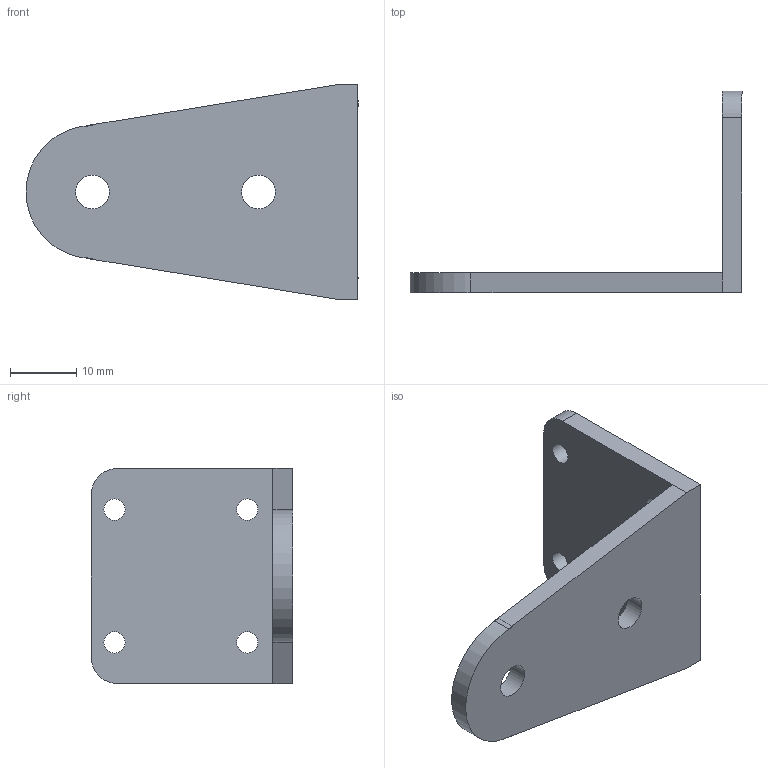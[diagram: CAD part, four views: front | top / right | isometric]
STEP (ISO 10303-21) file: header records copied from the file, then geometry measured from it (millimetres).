
FILE_DESCRIPTION(/* description */ (''),/* implementation_level */ '2;1');
FILE_NAME(/* name */ 'Right Z axis mount.step',/* time_stamp */ '2019-12-01T23:13:41+02:00',/* author */ (''),/* organization */ (''),/* preprocessor_version */ 'ST-DEVELOPER v18',/* originating_system */ 'Autodesk Translation Framework v8.12.0.6',/* authorisation */ '');
FILE_SCHEMA (('AUTOMOTIVE_DESIGN { 1 0 10303 214 3 1 1 }'));
Length unit declared in the file: millimetre
Products named in the file (2): Ender 3 BLV mod; Extruder mount
Assembly tree (1 placements, depth 2):
  Ender 3 BLV mod
    Extruder mount
Bounding box: 50 x 30.35 x 32.4 mm (x, y, z)
Volume: 6104.9 mm3; surface area: 4884.8 mm2
Topology: 1 solids, 1 shells, 20 faces, 52 edges, 34 vertices
Faces by surface type: plane 11, cylinder 9
Full cylindrical faces by diameter (mm): 3.2 x4, 5.1 x2
Entity records: 742 total; most frequent: DIRECTION 118, CARTESIAN_POINT 110, ORIENTED_EDGE 104, EDGE_CURVE 52, AXIS2_PLACEMENT_3D 42, LINE 34, VECTOR 34, VERTEX_POINT 34
